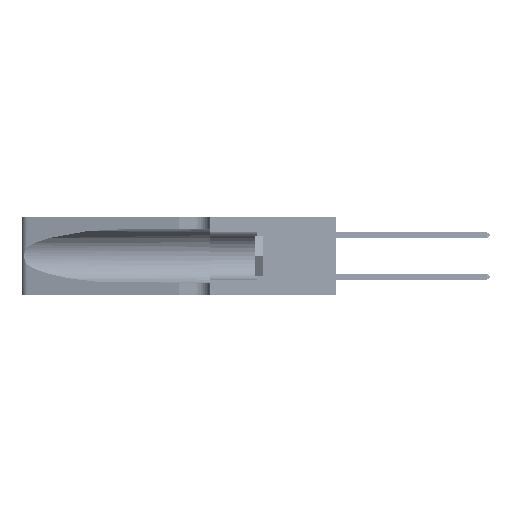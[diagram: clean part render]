
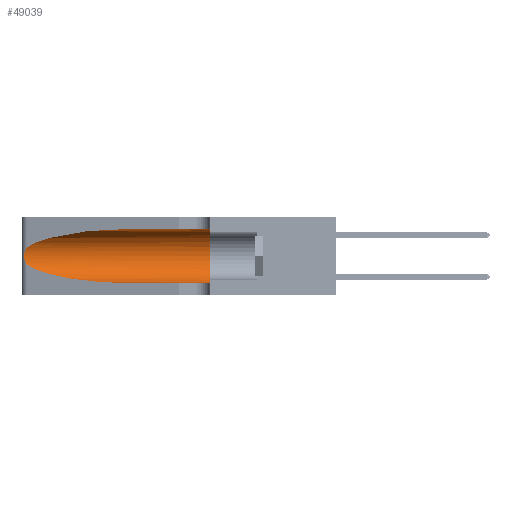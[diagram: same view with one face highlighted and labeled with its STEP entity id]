
A CAD part, left-side view. The second image highlights one B-rep face of the part: STEP entity #49039.
In plain terms, the highlighted cylindrical face has radius 3.308 mm (diameter 6.617 mm), a partial arc.
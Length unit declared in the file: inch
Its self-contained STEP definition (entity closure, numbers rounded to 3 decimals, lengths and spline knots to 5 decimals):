
#110 = CARTESIAN_POINT ( 'NONE',  ( 0.1305, 0.72297, 0.31525 ) ) ;
#936 = AXIS2_PLACEMENT_3D ( 'NONE', #23866, #52789, #28093 ) ;
#2106 = CARTESIAN_POINT ( 'NONE',  ( 0.1305, 0.72297, 0.05475 ) ) ;
#3257 = CARTESIAN_POINT ( 'NONE',  ( 0.25639, 1.23184, 0.21858 ) ) ;
#3275 = CARTESIAN_POINT ( 'NONE',  ( 0.1305, 0.35, 0.05475 ) ) ;
#4117 = LINE ( 'NONE', #28361, #5443 ) ;
#4269 = ORIENTED_EDGE ( 'NONE', *, *, #29914, .T. ) ;
#4543 = CARTESIAN_POINT ( 'NONE',  ( 0.25487, 1.22718, 0.14631 ) ) ;
#5438 = LINE ( 'NONE', #21130, #15278 ) ;
#5443 = VECTOR ( 'NONE', #28545, 39.37008 ) ;
#5515 = EDGE_CURVE ( 'NONE', #9216, #13747, #7797, .T. ) ;
#6726 = CYLINDRICAL_SURFACE ( 'NONE', #34834, 0.13025 ) ;
#6861 = ORIENTED_EDGE ( 'NONE', *, *, #30326, .F. ) ;
#7495 = ORIENTED_EDGE ( 'NONE', *, *, #15566, .T. ) ;
#7511 = CARTESIAN_POINT ( 'NONE',  ( 0.25854, 1.2359, 0.20912 ) ) ;
#7797 =( BOUNDED_CURVE ( )  B_SPLINE_CURVE ( 3, ( #27347, #52049, #47903, #2106 ),
 .UNSPECIFIED., .F., .T. ) 
 B_SPLINE_CURVE_WITH_KNOTS ( ( 4, 4 ),
 ( 3.44316, 4.71239 ),
 .UNSPECIFIED. ) 
 CURVE ( )  GEOMETRIC_REPRESENTATION_ITEM ( )  RATIONAL_B_SPLINE_CURVE ( ( 1., 0.87, 0.87, 1. ) ) 
 REPRESENTATION_ITEM ( '' )  );
#8365 = VERTEX_POINT ( 'NONE', #29077 ) ;
#8615 = CARTESIAN_POINT ( 'NONE',  ( 0.25487, 1.22718, 0.22369 ) ) ;
#9216 = VERTEX_POINT ( 'NONE', #4543 ) ;
#11354 = ORIENTED_EDGE ( 'NONE', *, *, #5515, .T. ) ;
#11543 = VERTEX_POINT ( 'NONE', #21439 ) ;
#11706 = CARTESIAN_POINT ( 'NONE',  ( 0.26075, 1.23896, 0.19203 ) ) ;
#13747 = VERTEX_POINT ( 'NONE', #26648 ) ;
#13950 = CARTESIAN_POINT ( 'NONE',  ( 0.1305, 1.61858, 0.185 ) ) ;
#14042 = EDGE_CURVE ( 'NONE', #8365, #9216, #24981, .T. ) ;
#15278 = VECTOR ( 'NONE', #41821, 39.37008 ) ;
#15566 = EDGE_CURVE ( 'NONE', #13747, #16624, #5438, .T. ) ;
#15921 = CARTESIAN_POINT ( 'NONE',  ( 0.26017, 1.23833, 0.17102 ) ) ;
#16624 = VERTEX_POINT ( 'NONE', #3275 ) ;
#16735 = ORIENTED_EDGE ( 'NONE', *, *, #48673, .F. ) ;
#18179 = DIRECTION ( 'NONE',  ( 0., -1., 0. ) ) ;
#19297 = EDGE_LOOP ( 'NONE', ( #4269, #35111, #11354, #7495, #6861, #16735 ) ) ;
#19990 = CARTESIAN_POINT ( 'NONE',  ( 0.25555, 1.22994, 0.2215 ) ) ;
#20166 = CARTESIAN_POINT ( 'NONE',  ( 0.25789, 1.23486, 0.15765 ) ) ;
#21130 = CARTESIAN_POINT ( 'NONE',  ( 0.1305, 1.61858, 0.05475 ) ) ;
#21439 = CARTESIAN_POINT ( 'NONE',  ( 0.1305, 0.35, 0.31525 ) ) ;
#23866 = CARTESIAN_POINT ( 'NONE',  ( 0.1305, 0.35, 0.185 ) ) ;
#24425 = CARTESIAN_POINT ( 'NONE',  ( 0.25555, 1.22993, 0.14849 ) ) ;
#24981 = B_SPLINE_CURVE_WITH_KNOTS ( 'NONE', 3,
 ( #53154, #19990, #3257, #32614, #7511, #36755, #11706, #40886, #15921, #45038, #20166, #49201, #24425, #53331 ),
 .UNSPECIFIED., .F., .F.,
 ( 4, 2, 2, 2, 2, 2, 4 ),
 ( 0., 0.00027, 0.00053, 0.00107, 0.0016, 0.00187, 0.00214 ),
 .UNSPECIFIED. ) ;
#25377 = CARTESIAN_POINT ( 'NONE',  ( 0.18966, 0.96281, 0.31525 ) ) ;
#26648 = CARTESIAN_POINT ( 'NONE',  ( 0.1305, 0.72297, 0.05475 ) ) ;
#27347 = CARTESIAN_POINT ( 'NONE',  ( 0.25487, 1.22718, 0.14631 ) ) ;
#28093 = DIRECTION ( 'NONE',  ( 0., 0., 1. ) ) ;
#28361 = CARTESIAN_POINT ( 'NONE',  ( 0.1305, 1.61858, 0.31525 ) ) ;
#28545 = DIRECTION ( 'NONE',  ( 0., -1., 0. ) ) ;
#29077 = CARTESIAN_POINT ( 'NONE',  ( 0.25487, 1.22718, 0.22369 ) ) ;
#29914 = EDGE_CURVE ( 'NONE', #36815, #8365, #34605, .T. ) ;
#30326 = EDGE_CURVE ( 'NONE', #11543, #16624, #35255, .T. ) ;
#30386 = FACE_OUTER_BOUND ( 'NONE', #19297, .T. ) ;
#32614 = CARTESIAN_POINT ( 'NONE',  ( 0.25787, 1.23484, 0.2124 ) ) ;
#33711 = CARTESIAN_POINT ( 'NONE',  ( 0.2373, 1.15595, 0.28018 ) ) ;
#34605 =( BOUNDED_CURVE ( )  B_SPLINE_CURVE ( 3, ( #110, #25377, #33711, #8615 ),
 .UNSPECIFIED., .F., .T. ) 
 B_SPLINE_CURVE_WITH_KNOTS ( ( 4, 4 ),
 ( 1.5708, 2.84003 ),
 .UNSPECIFIED. ) 
 CURVE ( )  GEOMETRIC_REPRESENTATION_ITEM ( )  RATIONAL_B_SPLINE_CURVE ( ( 1., 0.87, 0.87, 1. ) ) 
 REPRESENTATION_ITEM ( '' )  );
#34834 = AXIS2_PLACEMENT_3D ( 'NONE', #13950, #18179, #38934 ) ;
#35111 = ORIENTED_EDGE ( 'NONE', *, *, #14042, .T. ) ;
#35255 = CIRCLE ( 'NONE', #936, 0.13025 ) ;
#36755 = CARTESIAN_POINT ( 'NONE',  ( 0.26018, 1.23835, 0.19895 ) ) ;
#36815 = VERTEX_POINT ( 'NONE', #45400 ) ;
#38934 = DIRECTION ( 'NONE',  ( 0., 0., -1. ) ) ;
#40886 = CARTESIAN_POINT ( 'NONE',  ( 0.26075, 1.23896, 0.178 ) ) ;
#41821 = DIRECTION ( 'NONE',  ( 0., -1., 0. ) ) ;
#45038 = CARTESIAN_POINT ( 'NONE',  ( 0.25856, 1.23593, 0.16098 ) ) ;
#45400 = CARTESIAN_POINT ( 'NONE',  ( 0.1305, 0.72297, 0.31525 ) ) ;
#47903 = CARTESIAN_POINT ( 'NONE',  ( 0.18966, 0.96281, 0.05475 ) ) ;
#48673 = EDGE_CURVE ( 'NONE', #36815, #11543, #4117, .T. ) ;
#49039 = ADVANCED_FACE ( 'NONE', ( #30386 ), #6726, .F. ) ;
#49201 = CARTESIAN_POINT ( 'NONE',  ( 0.25639, 1.23186, 0.15144 ) ) ;
#52049 = CARTESIAN_POINT ( 'NONE',  ( 0.2373, 1.15595, 0.08982 ) ) ;
#52789 = DIRECTION ( 'NONE',  ( 0., 1., 0. ) ) ;
#53154 = CARTESIAN_POINT ( 'NONE',  ( 0.25487, 1.22718, 0.22369 ) ) ;
#53331 = CARTESIAN_POINT ( 'NONE',  ( 0.25487, 1.22718, 0.14631 ) ) ;
